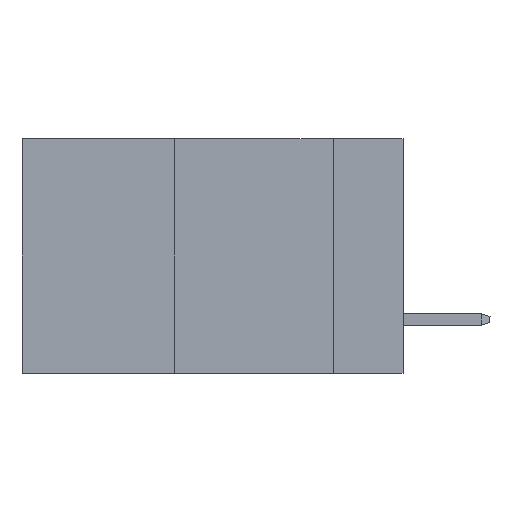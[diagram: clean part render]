
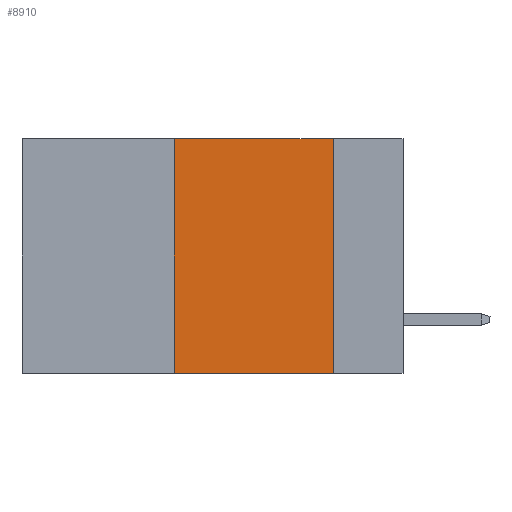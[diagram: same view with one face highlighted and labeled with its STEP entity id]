
A CAD part, left-side view. The second image highlights one B-rep face of the part: STEP entity #8910.
In plain terms, the highlighted planar face has unit normal (-1, 0, 0).
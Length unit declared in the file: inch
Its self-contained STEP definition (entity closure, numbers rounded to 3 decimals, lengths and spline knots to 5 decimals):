
#245 = VERTEX_POINT ( 'NONE', #8739 ) ;
#320 = VECTOR ( 'NONE', #4891, 39.37008 ) ;
#327 = LINE ( 'NONE', #8214, #320 ) ;
#697 = VECTOR ( 'NONE', #7430, 39.37008 ) ;
#992 = PLANE ( 'NONE',  #8616 ) ;
#1104 = LINE ( 'NONE', #4561, #9825 ) ;
#1421 = ORIENTED_EDGE ( 'NONE', *, *, #5755, .F. ) ;
#1602 = CARTESIAN_POINT ( 'NONE',  ( 0., 0.36, -0.37 ) ) ;
#1968 = DIRECTION ( 'NONE',  ( 0., -1., 0. ) ) ;
#2026 = EDGE_LOOP ( 'NONE', ( #2679, #5848, #1421, #9507 ) ) ;
#2679 = ORIENTED_EDGE ( 'NONE', *, *, #10605, .F. ) ;
#2776 = DIRECTION ( 'NONE',  ( 0., 0., -1. ) ) ;
#2930 = EDGE_CURVE ( 'NONE', #4150, #5129, #1104, .T. ) ;
#3927 = CARTESIAN_POINT ( 'NONE',  ( 0., 0.6, 0. ) ) ;
#3970 = CARTESIAN_POINT ( 'NONE',  ( 0., 0.36, 0. ) ) ;
#4150 = VERTEX_POINT ( 'NONE', #1602 ) ;
#4515 = DIRECTION ( 'NONE',  ( 1., 0., 0. ) ) ;
#4561 = CARTESIAN_POINT ( 'NONE',  ( 0., 0.6, -0.37 ) ) ;
#4891 = DIRECTION ( 'NONE',  ( 0., 0., 1. ) ) ;
#5129 = VERTEX_POINT ( 'NONE', #5390 ) ;
#5264 = CARTESIAN_POINT ( 'NONE',  ( 0., 0.6, 0. ) ) ;
#5390 = CARTESIAN_POINT ( 'NONE',  ( 0., 0.11, -0.37 ) ) ;
#5654 = LINE ( 'NONE', #3927, #697 ) ;
#5755 = EDGE_CURVE ( 'NONE', #4150, #9929, #327, .T. ) ;
#5848 = ORIENTED_EDGE ( 'NONE', *, *, #8217, .F. ) ;
#7048 = CARTESIAN_POINT ( 'NONE',  ( 0., 0.11, 0. ) ) ;
#7221 = DIRECTION ( 'NONE',  ( 0., 0., -1. ) ) ;
#7430 = DIRECTION ( 'NONE',  ( 0., -1., 0. ) ) ;
#7910 = FACE_OUTER_BOUND ( 'NONE', #2026, .T. ) ;
#8214 = CARTESIAN_POINT ( 'NONE',  ( 0., 0.36, 0. ) ) ;
#8217 = EDGE_CURVE ( 'NONE', #9929, #245, #5654, .T. ) ;
#8616 = AXIS2_PLACEMENT_3D ( 'NONE', #5264, #4515, #7221 ) ;
#8739 = CARTESIAN_POINT ( 'NONE',  ( 0., 0.11, 0. ) ) ;
#8910 = ADVANCED_FACE ( 'NONE', ( #7910 ), #992, .F. ) ;
#9507 = ORIENTED_EDGE ( 'NONE', *, *, #2930, .T. ) ;
#9825 = VECTOR ( 'NONE', #1968, 39.37008 ) ;
#9929 = VERTEX_POINT ( 'NONE', #3970 ) ;
#10605 = EDGE_CURVE ( 'NONE', #245, #5129, #10638, .T. ) ;
#10638 = LINE ( 'NONE', #7048, #10658 ) ;
#10658 = VECTOR ( 'NONE', #2776, 39.37008 ) ;
